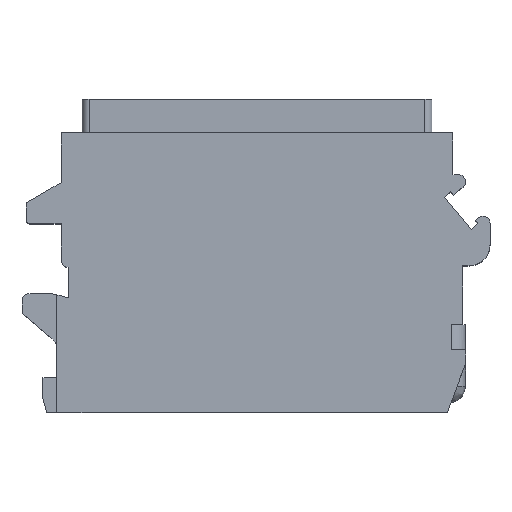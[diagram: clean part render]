
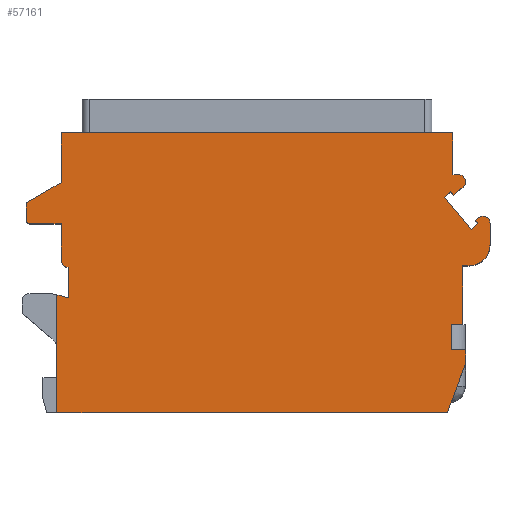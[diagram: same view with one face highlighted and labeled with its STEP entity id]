
A CAD part, top view. The second image highlights one B-rep face of the part: STEP entity #57161.
In plain terms, the highlighted planar face has unit normal (0, 0, 1).
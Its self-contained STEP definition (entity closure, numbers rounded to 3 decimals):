
#1422=CARTESIAN_POINT('',(15.15,12.,14.));
#1423=DIRECTION('',(0.,0.,1.));
#1424=DIRECTION('',(0.,-1.,0.));
#1425=AXIS2_PLACEMENT_3D('',#1422,#1423,#1424);
#1427=DIRECTION('',(-1.,0.,0.));
#1428=VECTOR('',#1427,0.45);
#1429=CARTESIAN_POINT('',(15.15,10.5,14.));
#1430=LINE('',#1429,#1428);
#1431=DIRECTION('',(0.,-1.,0.));
#1432=VECTOR('',#1431,4.2);
#1433=CARTESIAN_POINT('',(14.7,10.5,14.));
#1434=LINE('',#1433,#1432);
#1435=DIRECTION('',(-1.,0.,0.));
#1436=VECTOR('',#1435,0.8);
#1437=CARTESIAN_POINT('',(14.7,6.3,14.));
#1438=LINE('',#1437,#1436);
#1439=DIRECTION('',(0.,-1.,0.));
#1440=VECTOR('',#1439,1.8);
#1441=CARTESIAN_POINT('',(13.9,6.3,14.));
#1442=LINE('',#1441,#1440);
#1443=DIRECTION('',(1.,0.,0.));
#1444=VECTOR('',#1443,1.);
#1445=CARTESIAN_POINT('',(13.9,4.5,14.));
#1446=LINE('',#1445,#1444);
#1447=DIRECTION('',(0.,-1.,0.));
#1448=VECTOR('',#1447,1.);
#1449=CARTESIAN_POINT('',(14.9,4.5,14.));
#1450=LINE('',#1449,#1448);
#1451=DIRECTION('',(-0.348,-0.937,0.));
#1452=VECTOR('',#1451,3.734);
#1453=CARTESIAN_POINT('',(14.9,3.5,14.));
#1454=LINE('',#1453,#1452);
#1455=DIRECTION('',(1.,0.,0.));
#1456=VECTOR('',#1455,27.9);
#1457=CARTESIAN_POINT('',(-14.3,0.,14.));
#1458=LINE('',#1457,#1456);
#1459=DIRECTION('',(0.966,-0.259,0.));
#1460=VECTOR('',#1459,0.828);
#1461=CARTESIAN_POINT('',(-14.3,8.419,14.));
#1462=LINE('',#1461,#1460);
#1463=DIRECTION('',(0.,1.,0.));
#1464=VECTOR('',#1463,2.196);
#1465=CARTESIAN_POINT('',(-13.5,8.204,14.));
#1466=LINE('',#1465,#1464);
#1467=DIRECTION('',(0.,1.,0.));
#1468=VECTOR('',#1467,2.6);
#1469=CARTESIAN_POINT('',(-14.,10.9,14.));
#1470=LINE('',#1469,#1468);
#1471=DIRECTION('',(-1.,0.,0.));
#1472=VECTOR('',#1471,2.2);
#1473=CARTESIAN_POINT('',(-14.,13.5,14.));
#1474=LINE('',#1473,#1472);
#1475=DIRECTION('',(0.,1.,0.));
#1476=VECTOR('',#1475,1.2);
#1477=CARTESIAN_POINT('',(-16.5,13.8,14.));
#1478=LINE('',#1477,#1476);
#1479=DIRECTION('',(0.866,0.5,0.));
#1480=VECTOR('',#1479,2.887);
#1481=CARTESIAN_POINT('',(-16.5,15.,14.));
#1482=LINE('',#1481,#1480);
#1483=DIRECTION('',(0.,-1.,0.));
#1484=VECTOR('',#1483,3.557);
#1485=CARTESIAN_POINT('',(-14.,20.,14.));
#1486=LINE('',#1485,#1484);
#1487=DIRECTION('',(-1.,0.,0.));
#1488=VECTOR('',#1487,28.);
#1489=CARTESIAN_POINT('',(14.,20.,14.));
#1490=LINE('',#1489,#1488);
#1491=DIRECTION('',(0.,-1.,0.));
#1492=VECTOR('',#1491,3.);
#1493=CARTESIAN_POINT('',(14.,20.,14.));
#1494=LINE('',#1493,#1492);
#1495=DIRECTION('',(1.,0.,0.));
#1496=VECTOR('',#1495,0.4);
#1497=CARTESIAN_POINT('',(14.,17.,14.));
#1498=LINE('',#1497,#1496);
#1499=CARTESIAN_POINT('',(14.4,16.5,14.));
#1500=DIRECTION('',(0.,0.,1.));
#1501=DIRECTION('',(0.643,-0.766,0.));
#1502=AXIS2_PLACEMENT_3D('',#1499,#1500,#1501);
#1504=DIRECTION('',(-0.766,-0.643,0.));
#1505=VECTOR('',#1504,0.873);
#1506=CARTESIAN_POINT('',(14.721,16.117,14.));
#1507=LINE('',#1506,#1505);
#1508=DIRECTION('',(-0.643,0.766,0.));
#1509=VECTOR('',#1508,0.3);
#1510=CARTESIAN_POINT('',(14.052,15.556,14.));
#1511=LINE('',#1510,#1509);
#1512=DIRECTION('',(-0.766,-0.643,0.));
#1513=VECTOR('',#1512,0.6);
#1514=CARTESIAN_POINT('',(13.86,15.786,14.));
#1515=LINE('',#1514,#1513);
#1516=DIRECTION('',(0.643,-0.766,0.));
#1517=VECTOR('',#1516,3.);
#1518=CARTESIAN_POINT('',(13.4,15.4,14.));
#1519=LINE('',#1518,#1517);
#1520=DIRECTION('',(0.766,0.643,0.));
#1521=VECTOR('',#1520,0.6);
#1522=CARTESIAN_POINT('',(15.328,13.102,14.));
#1523=LINE('',#1522,#1521);
#1524=DIRECTION('',(-0.643,0.766,0.));
#1525=VECTOR('',#1524,0.3);
#1526=CARTESIAN_POINT('',(15.788,13.488,14.));
#1527=LINE('',#1526,#1525);
#1528=DIRECTION('',(0.766,0.643,0.));
#1529=VECTOR('',#1528,0.305);
#1530=CARTESIAN_POINT('',(15.595,13.717,14.));
#1531=LINE('',#1530,#1529);
#1532=DIRECTION('',(0.,1.,0.));
#1533=VECTOR('',#1532,1.53);
#1534=CARTESIAN_POINT('',(16.65,12.,14.));
#1535=LINE('',#1534,#1533);
#1807=DIRECTION('',(0.,-1.,0.));
#1808=VECTOR('',#1807,8.419);
#1809=CARTESIAN_POINT('',(-14.3,8.419,14.));
#1810=LINE('',#1809,#1808);
#1905=CARTESIAN_POINT('',(-13.5,10.9,14.));
#1906=DIRECTION('',(0.,0.,1.));
#1907=DIRECTION('',(-1.,0.,0.));
#1908=AXIS2_PLACEMENT_3D('',#1905,#1906,#1907);
#1927=CARTESIAN_POINT('',(-16.2,13.8,14.));
#1928=DIRECTION('',(0.,0.,1.));
#1929=DIRECTION('',(-1.,0.,0.));
#1930=AXIS2_PLACEMENT_3D('',#1927,#1928,#1929);
#2061=CARTESIAN_POINT('',(16.15,13.53,14.));
#2062=DIRECTION('',(0.,0.,1.));
#2063=DIRECTION('',(1.,0.,0.));
#2064=AXIS2_PLACEMENT_3D('',#2061,#2062,#2063);
#46470=CARTESIAN_POINT('',(-16.5,15.,14.));
#46471=CARTESIAN_POINT('',(-14.,16.443,14.));
#46472=VERTEX_POINT('',#46470);
#46473=VERTEX_POINT('',#46471);
#46474=CARTESIAN_POINT('',(-14.,20.,14.));
#46475=VERTEX_POINT('',#46474);
#46476=CARTESIAN_POINT('',(-13.5,8.204,14.));
#46478=VERTEX_POINT('',#46476);
#46480=CARTESIAN_POINT('',(-14.,13.5,14.));
#46482=VERTEX_POINT('',#46480);
#46485=CARTESIAN_POINT('',(-16.5,13.8,14.));
#46487=VERTEX_POINT('',#46485);
#46488=CARTESIAN_POINT('',(-16.2,13.5,14.));
#46489=VERTEX_POINT('',#46488);
#46493=CARTESIAN_POINT('',(-14.,10.9,14.));
#46495=VERTEX_POINT('',#46493);
#46496=CARTESIAN_POINT('',(-13.5,10.4,14.));
#46497=VERTEX_POINT('',#46496);
#46505=CARTESIAN_POINT('',(-14.3,0.,14.));
#46507=VERTEX_POINT('',#46505);
#46533=CARTESIAN_POINT('',(-14.3,8.419,14.));
#46535=VERTEX_POINT('',#46533);
#46580=CARTESIAN_POINT('',(14.,17.,14.));
#46581=CARTESIAN_POINT('',(14.4,17.,14.));
#46582=VERTEX_POINT('',#46580);
#46583=VERTEX_POINT('',#46581);
#46584=CARTESIAN_POINT('',(14.721,16.117,14.));
#46585=VERTEX_POINT('',#46584);
#46586=CARTESIAN_POINT('',(14.052,15.556,14.));
#46587=VERTEX_POINT('',#46586);
#46588=CARTESIAN_POINT('',(13.86,15.786,14.));
#46589=VERTEX_POINT('',#46588);
#46590=CARTESIAN_POINT('',(13.4,15.4,14.));
#46591=VERTEX_POINT('',#46590);
#46592=CARTESIAN_POINT('',(15.328,13.102,14.));
#46593=VERTEX_POINT('',#46592);
#46594=CARTESIAN_POINT('',(15.788,13.488,14.));
#46595=VERTEX_POINT('',#46594);
#46596=CARTESIAN_POINT('',(15.595,13.717,14.));
#46597=VERTEX_POINT('',#46596);
#46598=CARTESIAN_POINT('',(14.,20.,14.));
#46599=VERTEX_POINT('',#46598);
#46600=CARTESIAN_POINT('',(14.9,3.5,14.));
#46601=CARTESIAN_POINT('',(13.6,0.,14.));
#46602=VERTEX_POINT('',#46600);
#46603=VERTEX_POINT('',#46601);
#46604=CARTESIAN_POINT('',(14.7,10.5,14.));
#46606=VERTEX_POINT('',#46604);
#46609=CARTESIAN_POINT('',(16.65,13.53,14.));
#46611=VERTEX_POINT('',#46609);
#46612=CARTESIAN_POINT('',(15.829,13.913,14.));
#46613=VERTEX_POINT('',#46612);
#46627=CARTESIAN_POINT('',(14.7,6.3,14.));
#46628=CARTESIAN_POINT('',(13.9,6.3,14.));
#46629=VERTEX_POINT('',#46627);
#46630=VERTEX_POINT('',#46628);
#46631=CARTESIAN_POINT('',(13.9,4.5,14.));
#46632=VERTEX_POINT('',#46631);
#46633=CARTESIAN_POINT('',(14.9,4.5,14.));
#46634=VERTEX_POINT('',#46633);
#46649=CARTESIAN_POINT('',(16.65,12.,14.));
#46651=VERTEX_POINT('',#46649);
#46655=CARTESIAN_POINT('',(15.15,10.5,14.));
#46656=VERTEX_POINT('',#46655);
#57094=CARTESIAN_POINT('',(0.,0.,14.));
#57095=DIRECTION('',(0.,0.,1.));
#57096=DIRECTION('',(1.,0.,0.));
#57097=AXIS2_PLACEMENT_3D('',#57094,#57095,#57096);
#57098=PLANE('',#57097);
#57099=ORIENTED_EDGE('',*,*,#57075,.F.);
#57101=ORIENTED_EDGE('',*,*,#57100,.T.);
#57103=ORIENTED_EDGE('',*,*,#57102,.T.);
#57105=ORIENTED_EDGE('',*,*,#57104,.T.);
#57107=ORIENTED_EDGE('',*,*,#57106,.T.);
#57109=ORIENTED_EDGE('',*,*,#57108,.T.);
#57111=ORIENTED_EDGE('',*,*,#57110,.T.);
#57113=ORIENTED_EDGE('',*,*,#57112,.T.);
#57115=ORIENTED_EDGE('',*,*,#57114,.F.);
#57117=ORIENTED_EDGE('',*,*,#57116,.F.);
#57119=ORIENTED_EDGE('',*,*,#57118,.T.);
#57121=ORIENTED_EDGE('',*,*,#57120,.T.);
#57123=ORIENTED_EDGE('',*,*,#57122,.F.);
#57125=ORIENTED_EDGE('',*,*,#57124,.T.);
#57127=ORIENTED_EDGE('',*,*,#57126,.T.);
#57129=ORIENTED_EDGE('',*,*,#57128,.F.);
#57131=ORIENTED_EDGE('',*,*,#57130,.T.);
#57133=ORIENTED_EDGE('',*,*,#57132,.T.);
#57135=ORIENTED_EDGE('',*,*,#57134,.F.);
#57136=ORIENTED_EDGE('',*,*,#56954,.F.);
#57137=ORIENTED_EDGE('',*,*,#56989,.T.);
#57139=ORIENTED_EDGE('',*,*,#57138,.T.);
#57141=ORIENTED_EDGE('',*,*,#57140,.F.);
#57143=ORIENTED_EDGE('',*,*,#57142,.T.);
#57145=ORIENTED_EDGE('',*,*,#57144,.T.);
#57147=ORIENTED_EDGE('',*,*,#57146,.T.);
#57149=ORIENTED_EDGE('',*,*,#57148,.T.);
#57151=ORIENTED_EDGE('',*,*,#57150,.T.);
#57153=ORIENTED_EDGE('',*,*,#57152,.T.);
#57155=ORIENTED_EDGE('',*,*,#57154,.T.);
#57157=ORIENTED_EDGE('',*,*,#57156,.F.);
#57158=ORIENTED_EDGE('',*,*,#57086,.F.);
#57159=EDGE_LOOP('',(#57099,#57101,#57103,#57105,#57107,#57109,#57111,#57113,
#57115,#57117,#57119,#57121,#57123,#57125,#57127,#57129,#57131,#57133,#57135,
#57136,#57137,#57139,#57141,#57143,#57145,#57147,#57149,#57151,#57153,#57155,
#57157,#57158));
#57160=FACE_OUTER_BOUND('',#57159,.F.);
#57161=ADVANCED_FACE('',(#57160),#57098,.T.);
#1426=CIRCLE('',#1425,1.5);
#1503=CIRCLE('',#1502,0.5);
#1909=CIRCLE('',#1908,0.5);
#1931=CIRCLE('',#1930,0.3);
#2065=CIRCLE('',#2064,0.5);
#56954=EDGE_CURVE('',#46599,#46475,#1490,.T.);
#56989=EDGE_CURVE('',#46599,#46582,#1494,.T.);
#57075=EDGE_CURVE('',#46656,#46651,#1426,.T.);
#57086=EDGE_CURVE('',#46651,#46611,#1535,.T.);
#57100=EDGE_CURVE('',#46656,#46606,#1430,.T.);
#57102=EDGE_CURVE('',#46606,#46629,#1434,.T.);
#57104=EDGE_CURVE('',#46629,#46630,#1438,.T.);
#57106=EDGE_CURVE('',#46630,#46632,#1442,.T.);
#57108=EDGE_CURVE('',#46632,#46634,#1446,.T.);
#57110=EDGE_CURVE('',#46634,#46602,#1450,.T.);
#57112=EDGE_CURVE('',#46602,#46603,#1454,.T.);
#57114=EDGE_CURVE('',#46507,#46603,#1458,.T.);
#57116=EDGE_CURVE('',#46535,#46507,#1810,.T.);
#57118=EDGE_CURVE('',#46535,#46478,#1462,.T.);
#57120=EDGE_CURVE('',#46478,#46497,#1466,.T.);
#57122=EDGE_CURVE('',#46495,#46497,#1909,.T.);
#57124=EDGE_CURVE('',#46495,#46482,#1470,.T.);
#57126=EDGE_CURVE('',#46482,#46489,#1474,.T.);
#57128=EDGE_CURVE('',#46487,#46489,#1931,.T.);
#57130=EDGE_CURVE('',#46487,#46472,#1478,.T.);
#57132=EDGE_CURVE('',#46472,#46473,#1482,.T.);
#57134=EDGE_CURVE('',#46475,#46473,#1486,.T.);
#57138=EDGE_CURVE('',#46582,#46583,#1498,.T.);
#57140=EDGE_CURVE('',#46585,#46583,#1503,.T.);
#57142=EDGE_CURVE('',#46585,#46587,#1507,.T.);
#57144=EDGE_CURVE('',#46587,#46589,#1511,.T.);
#57146=EDGE_CURVE('',#46589,#46591,#1515,.T.);
#57148=EDGE_CURVE('',#46591,#46593,#1519,.T.);
#57150=EDGE_CURVE('',#46593,#46595,#1523,.T.);
#57152=EDGE_CURVE('',#46595,#46597,#1527,.T.);
#57154=EDGE_CURVE('',#46597,#46613,#1531,.T.);
#57156=EDGE_CURVE('',#46611,#46613,#2065,.T.);
